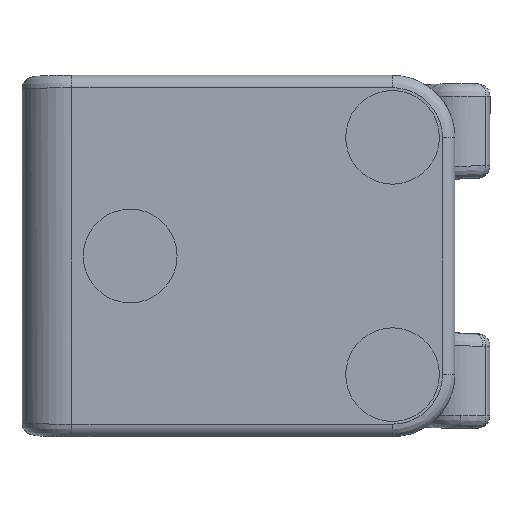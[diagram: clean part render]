
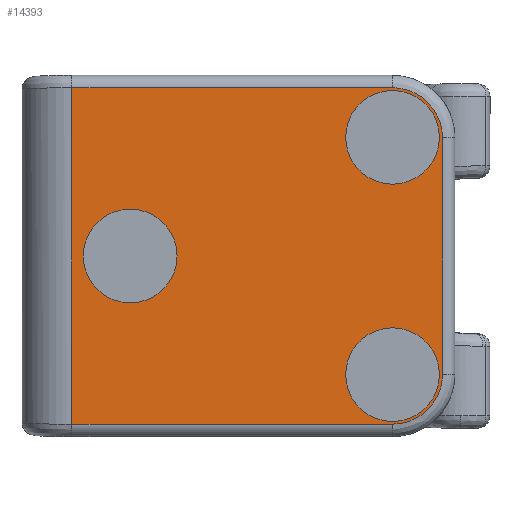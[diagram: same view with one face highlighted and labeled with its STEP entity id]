
A CAD part, front view. The second image highlights one B-rep face of the part: STEP entity #14393.
In plain terms, the highlighted planar face has unit normal (0, -1, 0).
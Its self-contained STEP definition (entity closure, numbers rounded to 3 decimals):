
#7 = DIRECTION ( 'NONE',  ( 0., -1., 0. ) ) ;
#82 = EDGE_LOOP ( 'NONE', ( #15759, #3031 ) ) ;
#139 = CARTESIAN_POINT ( 'NONE',  ( -5.314, 0., 26.924 ) ) ;
#213 = FACE_BOUND ( 'NONE', #12612, .T. ) ;
#379 = FACE_OUTER_BOUND ( 'NONE', #14871, .T. ) ;
#416 = DIRECTION ( 'NONE',  ( -1., 0., 0. ) ) ;
#995 = ORIENTED_EDGE ( 'NONE', *, *, #6157, .T. ) ;
#1300 = VECTOR ( 'NONE', #11940, 1000. ) ;
#1396 = VERTEX_POINT ( 'NONE', #8943 ) ;
#1448 = FACE_BOUND ( 'NONE', #82, .T. ) ;
#1573 = AXIS2_PLACEMENT_3D ( 'NONE', #5183, #10157, #7871 ) ;
#1695 = FACE_BOUND ( 'NONE', #2525, .T. ) ;
#1704 = DIRECTION ( 'NONE',  ( 0., -1., 0. ) ) ;
#1707 = CARTESIAN_POINT ( 'NONE',  ( -5.314, 0., -26.924 ) ) ;
#1825 = LINE ( 'NONE', #6945, #1300 ) ;
#2107 = CARTESIAN_POINT ( 'NONE',  ( -2., 0., 18.918 ) ) ;
#2216 = VECTOR ( 'NONE', #7727, 1000. ) ;
#2442 = EDGE_CURVE ( 'NONE', #8540, #4567, #1825, .T. ) ;
#2523 = VERTEX_POINT ( 'NONE', #9553 ) ;
#2525 = EDGE_LOOP ( 'NONE', ( #10800, #12924 ) ) ;
#2558 = ORIENTED_EDGE ( 'NONE', *, *, #2442, .T. ) ;
#2914 = VECTOR ( 'NONE', #416, 1000. ) ;
#2995 = PLANE ( 'NONE',  #1573 ) ;
#3031 = ORIENTED_EDGE ( 'NONE', *, *, #7193, .F. ) ;
#3259 = CARTESIAN_POINT ( 'NONE',  ( -10., 0., -26.924 ) ) ;
#3829 = CARTESIAN_POINT ( 'NONE',  ( -61.321, 0., 29. ) ) ;
#3946 = AXIS2_PLACEMENT_3D ( 'NONE', #11314, #1704, #6418 ) ;
#4429 = CIRCLE ( 'NONE', #10926, 7.5 ) ;
#4435 =( BOUNDED_CURVE ( )  B_SPLINE_CURVE ( 3, ( #3259, #1707, #9180, #7880 ),
 .UNSPECIFIED., .F., .F. ) 
 B_SPLINE_CURVE_WITH_KNOTS ( ( 4, 4 ),
 ( 3.142, 4.712 ),
 .UNSPECIFIED. ) 
 CURVE ( )  GEOMETRIC_REPRESENTATION_ITEM ( )  RATIONAL_B_SPLINE_CURVE ( ( 1., 0.805, 0.805, 1. ) ) 
 REPRESENTATION_ITEM ( '' )  );
#4567 = VERTEX_POINT ( 'NONE', #2107 ) ;
#4699 = DIRECTION ( 'NONE',  ( 0., -1., 0. ) ) ;
#4727 = AXIS2_PLACEMENT_3D ( 'NONE', #7592, #7, #13987 ) ;
#4769 = DIRECTION ( 'NONE',  ( 0., -1., 0. ) ) ;
#4966 = AXIS2_PLACEMENT_3D ( 'NONE', #13419, #5885, #10938 ) ;
#5168 = CARTESIAN_POINT ( 'NONE',  ( -52., 0., -7.5 ) ) ;
#5183 = CARTESIAN_POINT ( 'NONE',  ( 0., 0., 29. ) ) ;
#5229 = CARTESIAN_POINT ( 'NONE',  ( 0., 0., -26.924 ) ) ;
#5279 = CIRCLE ( 'NONE', #12334, 7.5 ) ;
#5321 = DIRECTION ( 'NONE',  ( 0., 0., 1. ) ) ;
#5485 = CIRCLE ( 'NONE', #4966, 7.5 ) ;
#5658 = ORIENTED_EDGE ( 'NONE', *, *, #15533, .F. ) ;
#5698 = LINE ( 'NONE', #6609, #2914 ) ;
#5870 = VERTEX_POINT ( 'NONE', #5168 ) ;
#5885 = DIRECTION ( 'NONE',  ( 0., -1., 0. ) ) ;
#5905 =( BOUNDED_CURVE ( )  B_SPLINE_CURVE ( 3, ( #10164, #11010, #139, #10932 ),
 .UNSPECIFIED., .F., .F. ) 
 B_SPLINE_CURVE_WITH_KNOTS ( ( 4, 4 ),
 ( 4.712, 6.283 ),
 .UNSPECIFIED. ) 
 CURVE ( )  GEOMETRIC_REPRESENTATION_ITEM ( )  RATIONAL_B_SPLINE_CURVE ( ( 1., 0.805, 0.805, 1. ) ) 
 REPRESENTATION_ITEM ( '' )  );
#6157 = EDGE_CURVE ( 'NONE', #1396, #12960, #12424, .T. ) ;
#6256 = EDGE_CURVE ( 'NONE', #13587, #9457, #14400, .T. ) ;
#6418 = DIRECTION ( 'NONE',  ( 0., 0., 1. ) ) ;
#6469 = EDGE_CURVE ( 'NONE', #15398, #15991, #10970, .T. ) ;
#6609 = CARTESIAN_POINT ( 'NONE',  ( 0., 0., 26.924 ) ) ;
#6782 = VERTEX_POINT ( 'NONE', #11375 ) ;
#6808 = ORIENTED_EDGE ( 'NONE', *, *, #7474, .T. ) ;
#6945 = CARTESIAN_POINT ( 'NONE',  ( -2., 0., 29. ) ) ;
#7193 = EDGE_CURVE ( 'NONE', #9457, #13587, #5485, .T. ) ;
#7474 = EDGE_CURVE ( 'NONE', #6782, #2523, #5698, .T. ) ;
#7592 = CARTESIAN_POINT ( 'NONE',  ( -10., 0., 18.993 ) ) ;
#7609 = DIRECTION ( 'NONE',  ( 0., 0., 1. ) ) ;
#7727 = DIRECTION ( 'NONE',  ( 0., 0., -1. ) ) ;
#7823 = CARTESIAN_POINT ( 'NONE',  ( -10., 0., -26.924 ) ) ;
#7871 = DIRECTION ( 'NONE',  ( 0., 0., 1. ) ) ;
#7880 = CARTESIAN_POINT ( 'NONE',  ( -2., 0., -18.918 ) ) ;
#8540 = VERTEX_POINT ( 'NONE', #13445 ) ;
#8943 = CARTESIAN_POINT ( 'NONE',  ( -61.321, 0., -26.924 ) ) ;
#9180 = CARTESIAN_POINT ( 'NONE',  ( -2., 0., -23.608 ) ) ;
#9332 = EDGE_CURVE ( 'NONE', #2523, #1396, #12816, .T. ) ;
#9457 = VERTEX_POINT ( 'NONE', #11996 ) ;
#9553 = CARTESIAN_POINT ( 'NONE',  ( -61.321, 0., 26.924 ) ) ;
#9907 = CARTESIAN_POINT ( 'NONE',  ( -52., 0., 7.5 ) ) ;
#10157 = DIRECTION ( 'NONE',  ( 0., 1., 0. ) ) ;
#10164 = CARTESIAN_POINT ( 'NONE',  ( -2., 0., 18.918 ) ) ;
#10224 = DIRECTION ( 'NONE',  ( 0., -1., 0. ) ) ;
#10527 = EDGE_CURVE ( 'NONE', #12960, #8540, #4435, .T. ) ;
#10693 = EDGE_CURVE ( 'NONE', #15240, #5870, #4429, .T. ) ;
#10800 = ORIENTED_EDGE ( 'NONE', *, *, #10693, .F. ) ;
#10895 = CARTESIAN_POINT ( 'NONE',  ( -52., 0., 0. ) ) ;
#10926 = AXIS2_PLACEMENT_3D ( 'NONE', #10895, #4699, #13374 ) ;
#10932 = CARTESIAN_POINT ( 'NONE',  ( -10., 0., 26.924 ) ) ;
#10938 = DIRECTION ( 'NONE',  ( 0., 0., 1. ) ) ;
#10970 = CIRCLE ( 'NONE', #3946, 7.5 ) ;
#11010 = CARTESIAN_POINT ( 'NONE',  ( -2., 0., 23.608 ) ) ;
#11203 = CARTESIAN_POINT ( 'NONE',  ( -10., 0., -18.993 ) ) ;
#11314 = CARTESIAN_POINT ( 'NONE',  ( -10., 0., -18.993 ) ) ;
#11375 = CARTESIAN_POINT ( 'NONE',  ( -10., 0., 26.924 ) ) ;
#11940 = DIRECTION ( 'NONE',  ( 0., 0., 1. ) ) ;
#11996 = CARTESIAN_POINT ( 'NONE',  ( -10., 0., 11.493 ) ) ;
#12026 = ORIENTED_EDGE ( 'NONE', *, *, #10527, .T. ) ;
#12334 = AXIS2_PLACEMENT_3D ( 'NONE', #13840, #10224, #5321 ) ;
#12424 = LINE ( 'NONE', #5229, #13332 ) ;
#12612 = EDGE_LOOP ( 'NONE', ( #5658, #14723 ) ) ;
#12816 = LINE ( 'NONE', #3829, #2216 ) ;
#12919 = CARTESIAN_POINT ( 'NONE',  ( -10., 0., -11.493 ) ) ;
#12924 = ORIENTED_EDGE ( 'NONE', *, *, #15596, .F. ) ;
#12960 = VERTEX_POINT ( 'NONE', #7823 ) ;
#13332 = VECTOR ( 'NONE', #15219, 1000. ) ;
#13374 = DIRECTION ( 'NONE',  ( 0., 0., 1. ) ) ;
#13419 = CARTESIAN_POINT ( 'NONE',  ( -10., 0., 18.993 ) ) ;
#13445 = CARTESIAN_POINT ( 'NONE',  ( -2., 0., -18.918 ) ) ;
#13587 = VERTEX_POINT ( 'NONE', #15355 ) ;
#13840 = CARTESIAN_POINT ( 'NONE',  ( -52., 0., 0. ) ) ;
#13987 = DIRECTION ( 'NONE',  ( 0., 0., 1. ) ) ;
#14168 = AXIS2_PLACEMENT_3D ( 'NONE', #11203, #4769, #7609 ) ;
#14393 = ADVANCED_FACE ( 'NONE', ( #1448, #213, #1695, #379 ), #2995, .F. ) ;
#14400 = CIRCLE ( 'NONE', #4727, 7.5 ) ;
#14723 = ORIENTED_EDGE ( 'NONE', *, *, #6469, .F. ) ;
#14742 = ORIENTED_EDGE ( 'NONE', *, *, #16116, .T. ) ;
#14871 = EDGE_LOOP ( 'NONE', ( #14742, #6808, #15745, #995, #12026, #2558 ) ) ;
#15219 = DIRECTION ( 'NONE',  ( 1., 0., 0. ) ) ;
#15223 = CIRCLE ( 'NONE', #14168, 7.5 ) ;
#15240 = VERTEX_POINT ( 'NONE', #9907 ) ;
#15255 = CARTESIAN_POINT ( 'NONE',  ( -10., 0., -26.493 ) ) ;
#15355 = CARTESIAN_POINT ( 'NONE',  ( -10., 0., 26.493 ) ) ;
#15398 = VERTEX_POINT ( 'NONE', #15255 ) ;
#15533 = EDGE_CURVE ( 'NONE', #15991, #15398, #15223, .T. ) ;
#15596 = EDGE_CURVE ( 'NONE', #5870, #15240, #5279, .T. ) ;
#15745 = ORIENTED_EDGE ( 'NONE', *, *, #9332, .T. ) ;
#15759 = ORIENTED_EDGE ( 'NONE', *, *, #6256, .F. ) ;
#15991 = VERTEX_POINT ( 'NONE', #12919 ) ;
#16116 = EDGE_CURVE ( 'NONE', #4567, #6782, #5905, .T. ) ;
